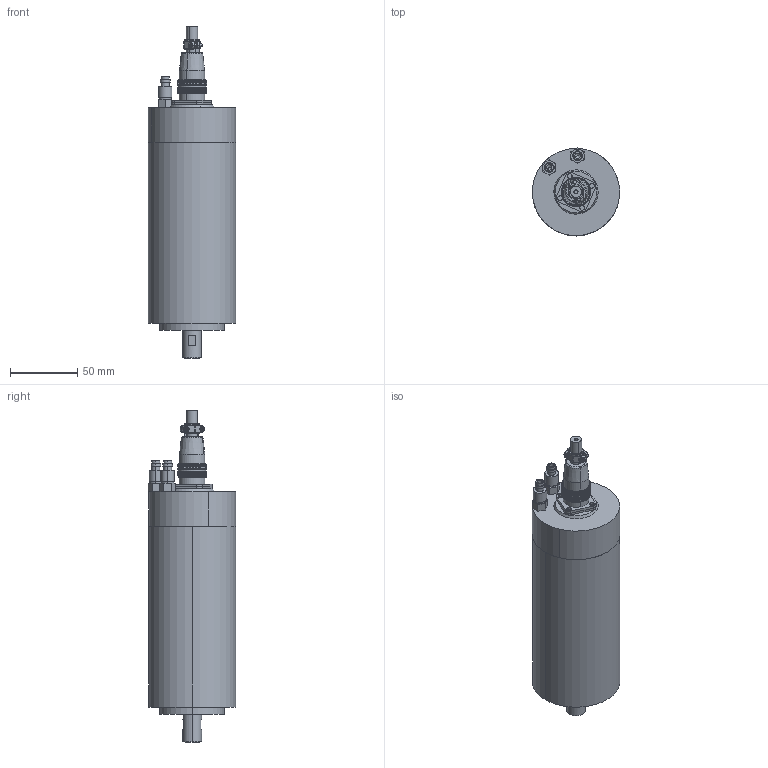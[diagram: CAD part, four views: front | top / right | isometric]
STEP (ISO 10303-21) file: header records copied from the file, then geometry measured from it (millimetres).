
FILE_DESCRIPTION (( 'STEP AP203' ), '1' );
FILE_NAME ('GDZ-15.STEP', '2024-08-03T08:02:25', ( '00' ), ( '' ), 'SwSTEP 2.0', 'SolidWorks 2018', '' );
FILE_SCHEMA (( 'CONFIG_CONTROL_DESIGN' ));
Length unit declared in the file: millimetre
Products named in the file (8): GDZ-15; GDZ15堤盄釱; 阨郲30.5-(M8); GDZ15; H17-4脣芛; H17-4脣釱; H17-4瑤脣; GDZ15袪謂
Assembly tree (8 placements, depth 3):
  GDZ-15
    GDZ15
    GDZ15袪謂
    GDZ15堤盄釱
    H17-4瑤脣
      H17-4脣釱
      H17-4脣芛
    阨郲30.5-(M8)  x2
Bounding box: 65 x 65.25 x 247.2 mm (x, y, z)
Volume: 559512.8 mm3; surface area: 68238.2 mm2
Topology: 9 solids, 9 shells, 1028 faces, 2747 edges, 1771 vertices
Faces by surface type: cylinder 482, plane 446, cone 64, bspline 36
Entity records: 34468 total; most frequent: CARTESIAN_POINT 9117, ORIENTED_EDGE 5286, DIRECTION 4992, EDGE_CURVE 2643, AXIS2_PLACEMENT_3D 1952, VERTEX_POINT 1731, EDGE_LOOP 1100, LINE 1088
